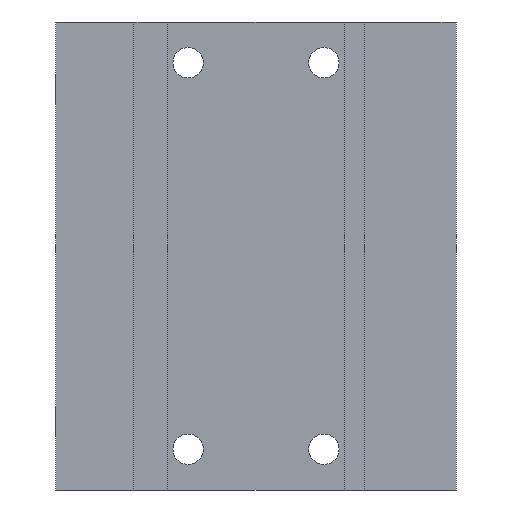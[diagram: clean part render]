
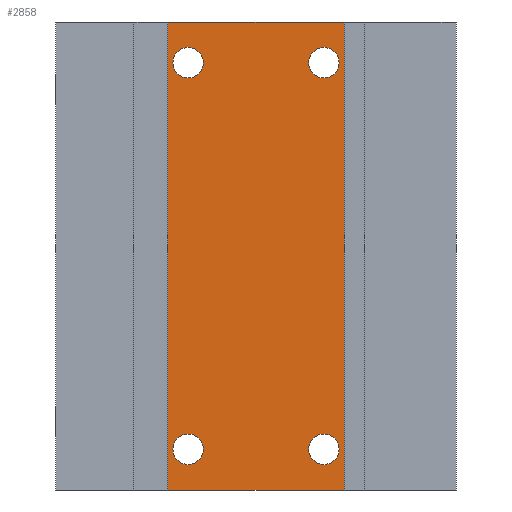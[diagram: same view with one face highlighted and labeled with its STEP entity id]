
A CAD part, front view. The second image highlights one B-rep face of the part: STEP entity #2858.
In plain terms, the highlighted planar face has unit normal (0, -1, 0).
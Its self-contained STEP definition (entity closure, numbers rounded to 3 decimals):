
#68=LINE('',#4156,#154);
#70=LINE('',#4160,#156);
#71=LINE('',#4162,#157);
#72=LINE('',#4164,#158);
#154=VECTOR('',#3632,1000.);
#156=VECTOR('',#3636,1000.);
#157=VECTOR('',#3637,1000.);
#158=VECTOR('',#3638,1000.);
#283=PLANE('',#3107);
#579=ORIENTED_EDGE('',*,*,#838,.T.);
#580=ORIENTED_EDGE('',*,*,#837,.T.);
#581=ORIENTED_EDGE('',*,*,#836,.T.);
#582=ORIENTED_EDGE('',*,*,#835,.T.);
#583=ORIENTED_EDGE('',*,*,#854,.F.);
#584=ORIENTED_EDGE('',*,*,#856,.T.);
#585=ORIENTED_EDGE('',*,*,#857,.T.);
#586=ORIENTED_EDGE('',*,*,#858,.T.);
#835=EDGE_CURVE('',#1036,#1036,#1179,.T.);
#836=EDGE_CURVE('',#1037,#1037,#1180,.T.);
#837=EDGE_CURVE('',#1038,#1038,#1181,.T.);
#838=EDGE_CURVE('',#1039,#1039,#1182,.T.);
#854=EDGE_CURVE('',#1053,#1054,#68,.T.);
#856=EDGE_CURVE('',#1053,#1055,#70,.T.);
#857=EDGE_CURVE('',#1055,#1056,#71,.T.);
#858=EDGE_CURVE('',#1056,#1054,#72,.T.);
#1036=VERTEX_POINT('',#4095);
#1037=VERTEX_POINT('',#4098);
#1038=VERTEX_POINT('',#4101);
#1039=VERTEX_POINT('',#4104);
#1053=VERTEX_POINT('',#4155);
#1054=VERTEX_POINT('',#4157);
#1055=VERTEX_POINT('',#4161);
#1056=VERTEX_POINT('',#4163);
#1179=CIRCLE('',#3071,2.25);
#1180=CIRCLE('',#3073,2.25);
#1181=CIRCLE('',#3075,2.25);
#1182=CIRCLE('',#3077,2.25);
#1417=EDGE_LOOP('',(#579));
#1418=EDGE_LOOP('',(#580));
#1419=EDGE_LOOP('',(#581));
#1420=EDGE_LOOP('',(#582));
#1421=EDGE_LOOP('',(#583,#584,#585,#586));
#1687=FACE_BOUND('',#1417,.T.);
#1688=FACE_BOUND('',#1418,.T.);
#1689=FACE_BOUND('',#1419,.T.);
#1690=FACE_BOUND('',#1420,.T.);
#1691=FACE_BOUND('',#1421,.T.);
#2858=ADVANCED_FACE('',(#1687,#1688,#1689,#1690,#1691),#283,.T.);
#3071=AXIS2_PLACEMENT_3D('',#4094,#3552,#3553);
#3073=AXIS2_PLACEMENT_3D('',#4097,#3556,#3557);
#3075=AXIS2_PLACEMENT_3D('',#4100,#3560,#3561);
#3077=AXIS2_PLACEMENT_3D('',#4103,#3564,#3565);
#3107=AXIS2_PLACEMENT_3D('',#4159,#3634,#3635);
#3552=DIRECTION('',(0.,1.,0.));
#3553=DIRECTION('',(1.,0.,0.));
#3556=DIRECTION('',(0.,1.,0.));
#3557=DIRECTION('',(1.,0.,0.));
#3560=DIRECTION('',(0.,1.,0.));
#3561=DIRECTION('',(1.,0.,0.));
#3564=DIRECTION('',(0.,1.,0.));
#3565=DIRECTION('',(1.,0.,0.));
#3632=DIRECTION('',(0.,0.,1.));
#3634=DIRECTION('',(0.,-1.,0.));
#3635=DIRECTION('',(0.,0.,-1.));
#3636=DIRECTION('',(1.,0.,0.));
#3637=DIRECTION('',(0.,0.,1.));
#3638=DIRECTION('',(-1.,0.,0.));
#4094=CARTESIAN_POINT('',(10.,9.,385.));
#4095=CARTESIAN_POINT('',(12.25,9.,385.));
#4097=CARTESIAN_POINT('',(-10.,9.,385.));
#4098=CARTESIAN_POINT('',(-7.75,9.,385.));
#4100=CARTESIAN_POINT('',(10.,9.,328.));
#4101=CARTESIAN_POINT('',(12.25,9.,328.));
#4103=CARTESIAN_POINT('',(-10.,9.,328.));
#4104=CARTESIAN_POINT('',(-7.75,9.,328.));
#4155=CARTESIAN_POINT('',(-13.,9.,322.));
#4156=CARTESIAN_POINT('',(-13.,9.,0.));
#4157=CARTESIAN_POINT('',(-13.,9.,391.));
#4159=CARTESIAN_POINT('',(13.,9.,0.));
#4160=CARTESIAN_POINT('',(-13.,9.,322.));
#4161=CARTESIAN_POINT('',(13.,9.,322.));
#4162=CARTESIAN_POINT('',(13.,9.,0.));
#4163=CARTESIAN_POINT('',(13.,9.,391.));
#4164=CARTESIAN_POINT('',(13.,9.,391.));
